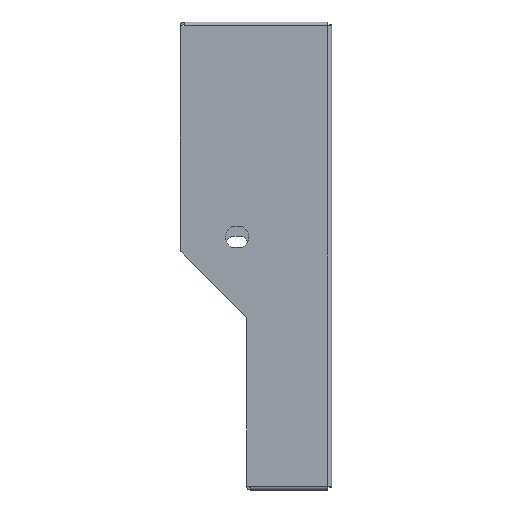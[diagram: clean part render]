
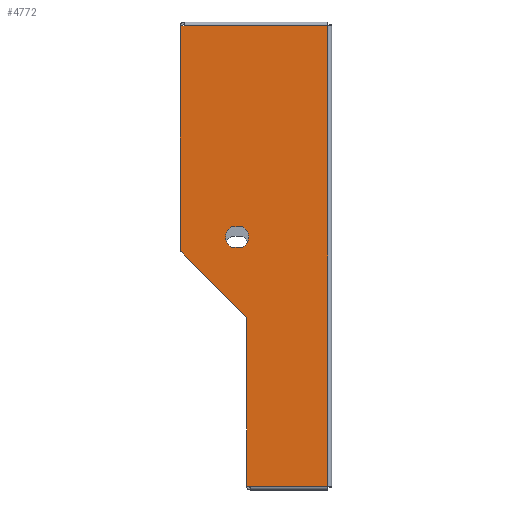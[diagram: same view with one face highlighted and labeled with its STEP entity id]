
A CAD part, left-side view. The second image highlights one B-rep face of the part: STEP entity #4772.
In plain terms, the highlighted planar face has unit normal (-1, 0, 0).
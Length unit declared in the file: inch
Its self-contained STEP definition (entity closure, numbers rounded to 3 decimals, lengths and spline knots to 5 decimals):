
#54 = CARTESIAN_POINT ( 'NONE',  ( -2.875, 3.937, 0. ) ) ;
#78 = CARTESIAN_POINT ( 'NONE',  ( -2.875, 2.437, 0.501 ) ) ;
#187 = CARTESIAN_POINT ( 'NONE',  ( -2.875, 0.035, -6.09 ) ) ;
#205 = AXIS2_PLACEMENT_3D ( 'NONE', #78, #3329, #6529 ) ;
#224 = EDGE_CURVE ( 'NONE', #4014, #3644, #4285, .T. ) ;
#234 = DIRECTION ( 'NONE',  ( 0., -1., 0. ) ) ;
#237 = VECTOR ( 'NONE', #3707, 39.37008 ) ;
#305 = DIRECTION ( 'NONE',  ( -1., 0., 0. ) ) ;
#314 = DIRECTION ( 'NONE',  ( 0., 1., 0. ) ) ;
#432 = VERTEX_POINT ( 'NONE', #4700 ) ;
#562 = VERTEX_POINT ( 'NONE', #2058 ) ;
#620 = EDGE_CURVE ( 'NONE', #5609, #1361, #2349, .T. ) ;
#662 = EDGE_CURVE ( 'NONE', #3955, #1619, #6282, .T. ) ;
#721 = EDGE_CURVE ( 'NONE', #1619, #1247, #6949, .T. ) ;
#725 = ORIENTED_EDGE ( 'NONE', *, *, #224, .F. ) ;
#870 = EDGE_CURVE ( 'NONE', #4572, #906, #3320, .T. ) ;
#872 = DIRECTION ( 'NONE',  ( 0., 1., 0. ) ) ;
#906 = VERTEX_POINT ( 'NONE', #5995 ) ;
#1012 = VECTOR ( 'NONE', #234, 39.37008 ) ;
#1015 = CARTESIAN_POINT ( 'NONE',  ( -2.875, 2.187, -1.65089 ) ) ;
#1106 = CARTESIAN_POINT ( 'NONE',  ( -2.875, 3.8745, 0.15089 ) ) ;
#1247 = VERTEX_POINT ( 'NONE', #3971 ) ;
#1328 = LINE ( 'NONE', #5532, #1012 ) ;
#1361 = VERTEX_POINT ( 'NONE', #6921 ) ;
#1375 = FACE_OUTER_BOUND ( 'NONE', #3743, .T. ) ;
#1431 = ORIENTED_EDGE ( 'NONE', *, *, #620, .T. ) ;
#1461 = ORIENTED_EDGE ( 'NONE', *, *, #870, .T. ) ;
#1497 = VERTEX_POINT ( 'NONE', #6953 ) ;
#1569 = DIRECTION ( 'NONE',  ( 0., 0., -1. ) ) ;
#1607 = ORIENTED_EDGE ( 'NONE', *, *, #3763, .T. ) ;
#1616 = CARTESIAN_POINT ( 'NONE',  ( -2.875, 2.187, 0. ) ) ;
#1619 = VERTEX_POINT ( 'NONE', #5582 ) ;
#1644 = ORIENTED_EDGE ( 'NONE', *, *, #2582, .F. ) ;
#1692 = DIRECTION ( 'NONE',  ( 0., -0.707, -0.707 ) ) ;
#1797 = AXIS2_PLACEMENT_3D ( 'NONE', #5700, #305, #4115 ) ;
#1850 = EDGE_CURVE ( 'NONE', #2765, #2360, #5149, .T. ) ;
#1881 = VECTOR ( 'NONE', #5326, 39.37008 ) ;
#1915 = EDGE_CURVE ( 'NONE', #1497, #5004, #3776, .T. ) ;
#2020 = CARTESIAN_POINT ( 'NONE',  ( -2.875, 0.035, 6.09 ) ) ;
#2058 = CARTESIAN_POINT ( 'NONE',  ( -2.875, 2.29478, 0.76872 ) ) ;
#2086 = ORIENTED_EDGE ( 'NONE', *, *, #5276, .T. ) ;
#2159 = ORIENTED_EDGE ( 'NONE', *, *, #1850, .T. ) ;
#2229 = DIRECTION ( 'NONE',  ( 0., 0., -1. ) ) ;
#2349 = CIRCLE ( 'NONE', #2684, 0.0625 ) ;
#2360 = VERTEX_POINT ( 'NONE', #1015 ) ;
#2521 = CARTESIAN_POINT ( 'NONE',  ( -2.875, 2.57922, 0.76872 ) ) ;
#2526 = EDGE_CURVE ( 'NONE', #562, #3955, #6294, .T. ) ;
#2582 = EDGE_CURVE ( 'NONE', #1247, #432, #6744, .T. ) ;
#2640 = VECTOR ( 'NONE', #1692, 39.37008 ) ;
#2684 = AXIS2_PLACEMENT_3D ( 'NONE', #1106, #3182, #5409 ) ;
#2706 = LINE ( 'NONE', #54, #3733 ) ;
#2765 = VERTEX_POINT ( 'NONE', #3756 ) ;
#2869 = DIRECTION ( 'NONE',  ( 0., -1., 0. ) ) ;
#2928 = VECTOR ( 'NONE', #2869, 39.37008 ) ;
#3115 = ORIENTED_EDGE ( 'NONE', *, *, #6648, .T. ) ;
#3124 = ORIENTED_EDGE ( 'NONE', *, *, #721, .F. ) ;
#3153 = CARTESIAN_POINT ( 'NONE',  ( -2.875, 3.937, 0.15089 ) ) ;
#3182 = DIRECTION ( 'NONE',  ( -1., 0., 0. ) ) ;
#3237 = DIRECTION ( 'NONE',  ( -1., 0., 0. ) ) ;
#3286 = ORIENTED_EDGE ( 'NONE', *, *, #4679, .T. ) ;
#3318 = EDGE_CURVE ( 'NONE', #4014, #1497, #4699, .T. ) ;
#3319 = LINE ( 'NONE', #6667, #2640 ) ;
#3320 = LINE ( 'NONE', #3778, #2928 ) ;
#3329 = DIRECTION ( 'NONE',  ( -1., 0., 0. ) ) ;
#3434 = AXIS2_PLACEMENT_3D ( 'NONE', #4024, #5642, #314 ) ;
#3489 = FACE_BOUND ( 'NONE', #4811, .T. ) ;
#3568 = CIRCLE ( 'NONE', #3790, 0.30315 ) ;
#3644 = VERTEX_POINT ( 'NONE', #187 ) ;
#3707 = DIRECTION ( 'NONE',  ( 0., 1., 0. ) ) ;
#3733 = VECTOR ( 'NONE', #1569, 39.37008 ) ;
#3743 = EDGE_LOOP ( 'NONE', ( #2086, #1431, #3286, #2159, #1607, #1461, #3115, #725, #6976, #6646 ) ) ;
#3756 = CARTESIAN_POINT ( 'NONE',  ( -2.875, 2.20531, -1.60669 ) ) ;
#3763 = EDGE_CURVE ( 'NONE', #2360, #4572, #6915, .T. ) ;
#3768 = VECTOR ( 'NONE', #4769, 39.37008 ) ;
#3776 = LINE ( 'NONE', #5398, #237 ) ;
#3778 = CARTESIAN_POINT ( 'NONE',  ( -2.875, 2.187, -6.09 ) ) ;
#3790 = AXIS2_PLACEMENT_3D ( 'NONE', #4865, #3237, #5281 ) ;
#3888 = CARTESIAN_POINT ( 'NONE',  ( -2.875, 0.035, 6.09 ) ) ;
#3955 = VERTEX_POINT ( 'NONE', #3960 ) ;
#3960 = CARTESIAN_POINT ( 'NONE',  ( -2.875, 2.57922, 0.76872 ) ) ;
#3971 = CARTESIAN_POINT ( 'NONE',  ( -2.875, 2.29478, 0.23328 ) ) ;
#4014 = VERTEX_POINT ( 'NONE', #3888 ) ;
#4024 = CARTESIAN_POINT ( 'NONE',  ( -2.875, 0., 0. ) ) ;
#4115 = DIRECTION ( 'NONE',  ( 0., -1., 0. ) ) ;
#4124 = PLANE ( 'NONE',  #3434 ) ;
#4241 = AXIS2_PLACEMENT_3D ( 'NONE', #4756, #6912, #4368 ) ;
#4250 = CARTESIAN_POINT ( 'NONE',  ( -2.875, 2.187, -6.09 ) ) ;
#4251 = EDGE_CURVE ( 'NONE', #432, #562, #3568, .T. ) ;
#4285 = LINE ( 'NONE', #6428, #4480 ) ;
#4368 = DIRECTION ( 'NONE',  ( 0., 1., 0. ) ) ;
#4424 = ORIENTED_EDGE ( 'NONE', *, *, #662, .F. ) ;
#4480 = VECTOR ( 'NONE', #5030, 39.37008 ) ;
#4572 = VERTEX_POINT ( 'NONE', #4250 ) ;
#4679 = EDGE_CURVE ( 'NONE', #1361, #2765, #3319, .T. ) ;
#4699 = LINE ( 'NONE', #2020, #3768 ) ;
#4700 = CARTESIAN_POINT ( 'NONE',  ( -2.875, 2.13385, 0.501 ) ) ;
#4756 = CARTESIAN_POINT ( 'NONE',  ( -2.875, 2.2495, -1.65089 ) ) ;
#4769 = DIRECTION ( 'NONE',  ( 0., 1., 0. ) ) ;
#4772 = ADVANCED_FACE ( 'NONE', ( #3489, #1375 ), #4124, .F. ) ;
#4778 = VECTOR ( 'NONE', #2229, 39.37008 ) ;
#4811 = EDGE_LOOP ( 'NONE', ( #3124, #4424, #5219, #6350, #1644 ) ) ;
#4865 = CARTESIAN_POINT ( 'NONE',  ( -2.875, 2.437, 0.501 ) ) ;
#5004 = VERTEX_POINT ( 'NONE', #5606 ) ;
#5030 = DIRECTION ( 'NONE',  ( 0., 0., -1. ) ) ;
#5149 = CIRCLE ( 'NONE', #4241, 0.0625 ) ;
#5219 = ORIENTED_EDGE ( 'NONE', *, *, #2526, .F. ) ;
#5276 = EDGE_CURVE ( 'NONE', #5004, #5609, #2706, .T. ) ;
#5281 = DIRECTION ( 'NONE',  ( 0., -1., 0. ) ) ;
#5326 = DIRECTION ( 'NONE',  ( 0., -1., 0. ) ) ;
#5398 = CARTESIAN_POINT ( 'NONE',  ( -2.875, 0.035, 6.09 ) ) ;
#5409 = DIRECTION ( 'NONE',  ( 0., 1., 0. ) ) ;
#5532 = CARTESIAN_POINT ( 'NONE',  ( -2.875, 2.187, -6.09 ) ) ;
#5582 = CARTESIAN_POINT ( 'NONE',  ( -2.875, 2.57922, 0.23328 ) ) ;
#5606 = CARTESIAN_POINT ( 'NONE',  ( -2.875, 3.937, 6.09 ) ) ;
#5609 = VERTEX_POINT ( 'NONE', #3153 ) ;
#5642 = DIRECTION ( 'NONE',  ( 1., 0., 0. ) ) ;
#5700 = CARTESIAN_POINT ( 'NONE',  ( -2.875, 2.437, 0.501 ) ) ;
#5995 = CARTESIAN_POINT ( 'NONE',  ( -2.875, 2.089, -6.09 ) ) ;
#6282 = CIRCLE ( 'NONE', #205, 0.30315 ) ;
#6294 = LINE ( 'NONE', #2521, #6395 ) ;
#6350 = ORIENTED_EDGE ( 'NONE', *, *, #4251, .F. ) ;
#6395 = VECTOR ( 'NONE', #872, 39.37008 ) ;
#6413 = CARTESIAN_POINT ( 'NONE',  ( -2.875, 2.29478, 0.23328 ) ) ;
#6428 = CARTESIAN_POINT ( 'NONE',  ( -2.875, 0.035, -6.125 ) ) ;
#6529 = DIRECTION ( 'NONE',  ( 0., -1., 0. ) ) ;
#6646 = ORIENTED_EDGE ( 'NONE', *, *, #1915, .T. ) ;
#6648 = EDGE_CURVE ( 'NONE', #906, #3644, #1328, .T. ) ;
#6667 = CARTESIAN_POINT ( 'NONE',  ( -2.875, 1.906, -1.906 ) ) ;
#6744 = CIRCLE ( 'NONE', #1797, 0.30315 ) ;
#6912 = DIRECTION ( 'NONE',  ( 1., 0., 0. ) ) ;
#6915 = LINE ( 'NONE', #1616, #4778 ) ;
#6921 = CARTESIAN_POINT ( 'NONE',  ( -2.875, 3.91869, 0.10669 ) ) ;
#6949 = LINE ( 'NONE', #6413, #1881 ) ;
#6953 = CARTESIAN_POINT ( 'NONE',  ( -2.875, 3.839, 6.09 ) ) ;
#6976 = ORIENTED_EDGE ( 'NONE', *, *, #3318, .T. ) ;
